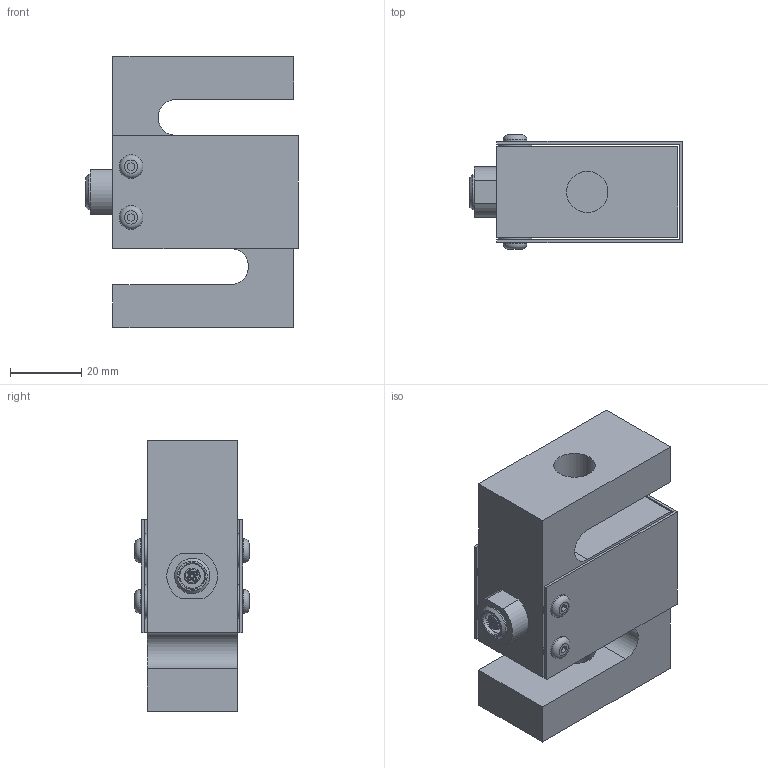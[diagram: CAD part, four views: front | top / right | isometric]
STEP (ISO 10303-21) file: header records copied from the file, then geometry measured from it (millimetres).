
FILE_DESCRIPTION((''),'2;1');
FILE_NAME('LSB350 1-2-20 Thread Lemo.stp','2010-12-08T15:05:43',('thomasl'),(''),'Autodesk Inventor 2008','Autodesk Inventor 2008','');
FILE_SCHEMA(('AUTOMOTIVE_DESIGN { 1 0 10303 214 1 1 1 1 }'));
Length unit declared in the file: inch
Products named in the file (2): LSB350 1-2-20 Thread Lemo; PART6
Assembly tree (1 placements, depth 2):
  LSB350 1-2-20 Thread Lemo
    PART6
Bounding box: 59.69 x 32.16 x 76.2 mm (x, y, z)
Volume: 80098.9 mm3; surface area: 26510.2 mm2
Topology: 1 solids, 10 shells, 157 faces, 320 edges, 211 vertices
Faces by surface type: plane 92, cylinder 49, torus 6, cone 6, bspline 4
Full cylindrical faces by diameter (mm): 0.711 x4, 1.016 x4, 1.27 x4, 2.946 x4, 3.505 x4, 3.785 x4, 4.318 x4, 4.445 x1, 4.572 x1, 6.655 x4, 6.912 x2, 6.985 x1, 9.525 x4, 9.906 x1, 11.608 x2, 12.192 x1
Entity records: 3930 total; most frequent: CARTESIAN_POINT 778, DIRECTION 666, ORIENTED_EDGE 490, AXIS2_PLACEMENT_3D 265, EDGE_LOOP 264, EDGE_CURVE 245, VERTEX_POINT 197, FACE_OUTER_BOUND 157
